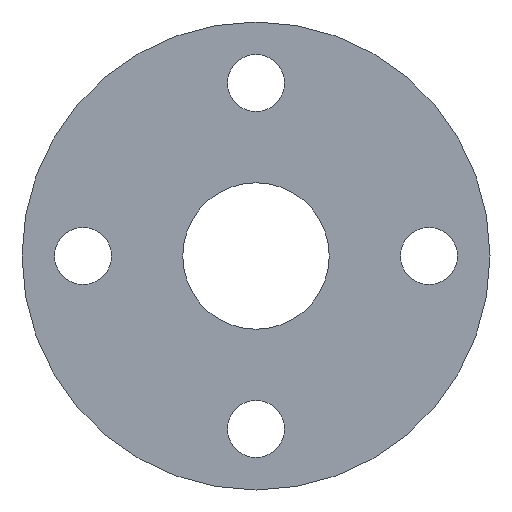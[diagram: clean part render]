
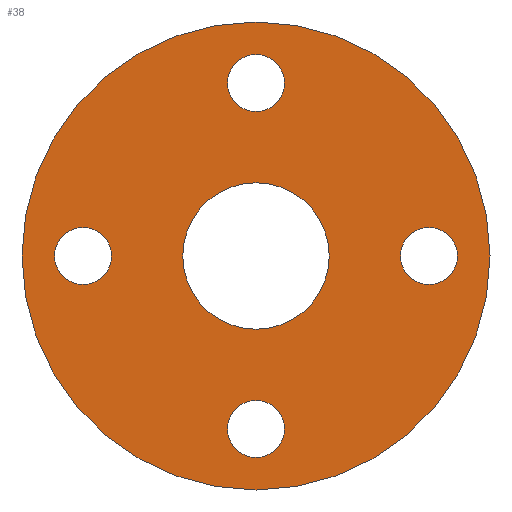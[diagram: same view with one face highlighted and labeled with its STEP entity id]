
A CAD part, front view. The second image highlights one B-rep face of the part: STEP entity #38.
In plain terms, the highlighted planar face has unit normal (0, -1, 0).
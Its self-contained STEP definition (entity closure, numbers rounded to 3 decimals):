
#6 = DIRECTION ( 'NONE',  ( 0., 1., 0. ) ) ;
#8 = CARTESIAN_POINT ( 'NONE',  ( 0., 0., 18. ) ) ;
#17 = DIRECTION ( 'NONE',  ( 0., 0., -1. ) ) ;
#18 = DIRECTION ( 'NONE',  ( 0., -1., 0. ) ) ;
#25 = VERTEX_POINT ( 'NONE', #365 ) ;
#30 = DIRECTION ( 'NONE',  ( 0., 0., -1. ) ) ;
#31 = VERTEX_POINT ( 'NONE', #244 ) ;
#35 = VERTEX_POINT ( 'NONE', #375 ) ;
#37 = CIRCLE ( 'NONE', #141, 7. ) ;
#38 = ADVANCED_FACE ( 'NONE', ( #381, #510, #559, #60, #431, #562 ), #323, .T. ) ;
#39 = VERTEX_POINT ( 'NONE', #239 ) ;
#44 = CIRCLE ( 'NONE', #399, 57.5 ) ;
#55 = DIRECTION ( 'NONE',  ( 0., 0., -1. ) ) ;
#60 = FACE_BOUND ( 'NONE', #220, .T. ) ;
#64 = EDGE_LOOP ( 'NONE', ( #74, #428 ) ) ;
#65 = CARTESIAN_POINT ( 'NONE',  ( 0., 0., 0. ) ) ;
#66 = DIRECTION ( 'NONE',  ( 0., -1., 0. ) ) ;
#67 = DIRECTION ( 'NONE',  ( 0., -1., 0. ) ) ;
#71 = EDGE_CURVE ( 'NONE', #309, #35, #37, .T. ) ;
#74 = ORIENTED_EDGE ( 'NONE', *, *, #172, .F. ) ;
#75 = DIRECTION ( 'NONE',  ( 0., -1., 0. ) ) ;
#77 = EDGE_LOOP ( 'NONE', ( #547, #498 ) ) ;
#78 = DIRECTION ( 'NONE',  ( 0., -1., 0. ) ) ;
#86 = DIRECTION ( 'NONE',  ( 0., 1., 0. ) ) ;
#88 = DIRECTION ( 'NONE',  ( 0., 0., -1. ) ) ;
#90 = AXIS2_PLACEMENT_3D ( 'NONE', #341, #86, #384 ) ;
#92 = CIRCLE ( 'NONE', #414, 7. ) ;
#109 = CARTESIAN_POINT ( 'NONE',  ( 0., 0., -35.5 ) ) ;
#110 = AXIS2_PLACEMENT_3D ( 'NONE', #567, #564, #413 ) ;
#121 = ORIENTED_EDGE ( 'NONE', *, *, #499, .T. ) ;
#135 = CIRCLE ( 'NONE', #216, 7. ) ;
#136 = EDGE_CURVE ( 'NONE', #39, #329, #556, .T. ) ;
#137 = EDGE_CURVE ( 'NONE', #395, #479, #298, .T. ) ;
#141 = AXIS2_PLACEMENT_3D ( 'NONE', #251, #474, #55 ) ;
#143 = EDGE_CURVE ( 'NONE', #31, #390, #311, .T. ) ;
#161 = DIRECTION ( 'NONE',  ( 0., 0., -1. ) ) ;
#163 = AXIS2_PLACEMENT_3D ( 'NONE', #369, #417, #372 ) ;
#172 = EDGE_CURVE ( 'NONE', #25, #455, #44, .T. ) ;
#175 = VERTEX_POINT ( 'NONE', #522 ) ;
#185 = DIRECTION ( 'NONE',  ( 0., 0., -1. ) ) ;
#186 = EDGE_CURVE ( 'NONE', #479, #395, #448, .T. ) ;
#193 = CARTESIAN_POINT ( 'NONE',  ( 42.5, 0., -7. ) ) ;
#200 = CARTESIAN_POINT ( 'NONE',  ( -42.5, 0., 0. ) ) ;
#206 = DIRECTION ( 'NONE',  ( 0., 1., 0. ) ) ;
#214 = ORIENTED_EDGE ( 'NONE', *, *, #453, .F. ) ;
#216 = AXIS2_PLACEMENT_3D ( 'NONE', #473, #75, #30 ) ;
#217 = VERTEX_POINT ( 'NONE', #109 ) ;
#220 = EDGE_LOOP ( 'NONE', ( #418, #285 ) ) ;
#221 = EDGE_CURVE ( 'NONE', #35, #309, #555, .T. ) ;
#234 = DIRECTION ( 'NONE',  ( 0., 0., -1. ) ) ;
#239 = CARTESIAN_POINT ( 'NONE',  ( 0., 0., -18. ) ) ;
#244 = CARTESIAN_POINT ( 'NONE',  ( 42.5, 0., 7. ) ) ;
#251 = CARTESIAN_POINT ( 'NONE',  ( 0., 0., 42.5 ) ) ;
#257 = DIRECTION ( 'NONE',  ( 0., 0., -1. ) ) ;
#261 = AXIS2_PLACEMENT_3D ( 'NONE', #300, #78, #257 ) ;
#265 = ORIENTED_EDGE ( 'NONE', *, *, #137, .F. ) ;
#266 = DIRECTION ( 'NONE',  ( 0., -1., 0. ) ) ;
#285 = ORIENTED_EDGE ( 'NONE', *, *, #576, .F. ) ;
#290 = CARTESIAN_POINT ( 'NONE',  ( -42.5, 0., 0. ) ) ;
#293 = EDGE_LOOP ( 'NONE', ( #359, #265 ) ) ;
#298 = CIRCLE ( 'NONE', #462, 7. ) ;
#300 = CARTESIAN_POINT ( 'NONE',  ( 0., 0., -42.5 ) ) ;
#307 = AXIS2_PLACEMENT_3D ( 'NONE', #65, #6, #509 ) ;
#309 = VERTEX_POINT ( 'NONE', #318 ) ;
#311 = CIRCLE ( 'NONE', #110, 7. ) ;
#318 = CARTESIAN_POINT ( 'NONE',  ( 0., 0., 35.5 ) ) ;
#320 = CARTESIAN_POINT ( 'NONE',  ( 0., 0., 0. ) ) ;
#323 = PLANE ( 'NONE',  #415 ) ;
#329 = VERTEX_POINT ( 'NONE', #8 ) ;
#341 = CARTESIAN_POINT ( 'NONE',  ( 0., 0., 0. ) ) ;
#355 = EDGE_CURVE ( 'NONE', #455, #25, #526, .T. ) ;
#359 = ORIENTED_EDGE ( 'NONE', *, *, #186, .F. ) ;
#362 = CARTESIAN_POINT ( 'NONE',  ( -42.5, 0., 7. ) ) ;
#365 = CARTESIAN_POINT ( 'NONE',  ( 0., 0., 57.5 ) ) ;
#369 = CARTESIAN_POINT ( 'NONE',  ( 0., 0., 0. ) ) ;
#372 = DIRECTION ( 'NONE',  ( 0., 0., 1. ) ) ;
#375 = CARTESIAN_POINT ( 'NONE',  ( 0., 0., 49.5 ) ) ;
#381 = FACE_BOUND ( 'NONE', #487, .T. ) ;
#384 = DIRECTION ( 'NONE',  ( 0., 0., 1. ) ) ;
#390 = VERTEX_POINT ( 'NONE', #193 ) ;
#395 = VERTEX_POINT ( 'NONE', #362 ) ;
#399 = AXIS2_PLACEMENT_3D ( 'NONE', #320, #206, #505 ) ;
#413 = DIRECTION ( 'NONE',  ( 0., 0., -1. ) ) ;
#414 = AXIS2_PLACEMENT_3D ( 'NONE', #583, #266, #161 ) ;
#415 = AXIS2_PLACEMENT_3D ( 'NONE', #420, #470, #17 ) ;
#417 = DIRECTION ( 'NONE',  ( 0., 1., 0. ) ) ;
#418 = ORIENTED_EDGE ( 'NONE', *, *, #445, .F. ) ;
#420 = CARTESIAN_POINT ( 'NONE',  ( 0., 0., 57.5 ) ) ;
#422 = EDGE_LOOP ( 'NONE', ( #121, #496 ) ) ;
#428 = ORIENTED_EDGE ( 'NONE', *, *, #355, .F. ) ;
#431 = FACE_BOUND ( 'NONE', #422, .T. ) ;
#436 = CIRCLE ( 'NONE', #90, 18. ) ;
#439 = AXIS2_PLACEMENT_3D ( 'NONE', #471, #67, #88 ) ;
#445 = EDGE_CURVE ( 'NONE', #175, #217, #92, .T. ) ;
#448 = CIRCLE ( 'NONE', #494, 7. ) ;
#453 = EDGE_CURVE ( 'NONE', #390, #31, #135, .T. ) ;
#455 = VERTEX_POINT ( 'NONE', #485 ) ;
#462 = AXIS2_PLACEMENT_3D ( 'NONE', #290, #66, #185 ) ;
#470 = DIRECTION ( 'NONE',  ( 0., -1., 0. ) ) ;
#471 = CARTESIAN_POINT ( 'NONE',  ( 0., 0., 42.5 ) ) ;
#473 = CARTESIAN_POINT ( 'NONE',  ( 42.5, 0., 0. ) ) ;
#474 = DIRECTION ( 'NONE',  ( 0., -1., 0. ) ) ;
#479 = VERTEX_POINT ( 'NONE', #578 ) ;
#485 = CARTESIAN_POINT ( 'NONE',  ( 0., 0., -57.5 ) ) ;
#487 = EDGE_LOOP ( 'NONE', ( #214, #574 ) ) ;
#494 = AXIS2_PLACEMENT_3D ( 'NONE', #200, #18, #234 ) ;
#496 = ORIENTED_EDGE ( 'NONE', *, *, #136, .T. ) ;
#498 = ORIENTED_EDGE ( 'NONE', *, *, #221, .F. ) ;
#499 = EDGE_CURVE ( 'NONE', #329, #39, #436, .T. ) ;
#505 = DIRECTION ( 'NONE',  ( 0., 0., 1. ) ) ;
#509 = DIRECTION ( 'NONE',  ( 0., 0., 1. ) ) ;
#510 = FACE_BOUND ( 'NONE', #77, .T. ) ;
#522 = CARTESIAN_POINT ( 'NONE',  ( 0., 0., -49.5 ) ) ;
#526 = CIRCLE ( 'NONE', #307, 57.5 ) ;
#536 = CIRCLE ( 'NONE', #261, 7. ) ;
#547 = ORIENTED_EDGE ( 'NONE', *, *, #71, .F. ) ;
#555 = CIRCLE ( 'NONE', #439, 7. ) ;
#556 = CIRCLE ( 'NONE', #163, 18. ) ;
#559 = FACE_BOUND ( 'NONE', #293, .T. ) ;
#562 = FACE_OUTER_BOUND ( 'NONE', #64, .T. ) ;
#564 = DIRECTION ( 'NONE',  ( 0., -1., 0. ) ) ;
#567 = CARTESIAN_POINT ( 'NONE',  ( 42.5, 0., 0. ) ) ;
#574 = ORIENTED_EDGE ( 'NONE', *, *, #143, .F. ) ;
#576 = EDGE_CURVE ( 'NONE', #217, #175, #536, .T. ) ;
#578 = CARTESIAN_POINT ( 'NONE',  ( -42.5, 0., -7. ) ) ;
#583 = CARTESIAN_POINT ( 'NONE',  ( 0., 0., -42.5 ) ) ;
